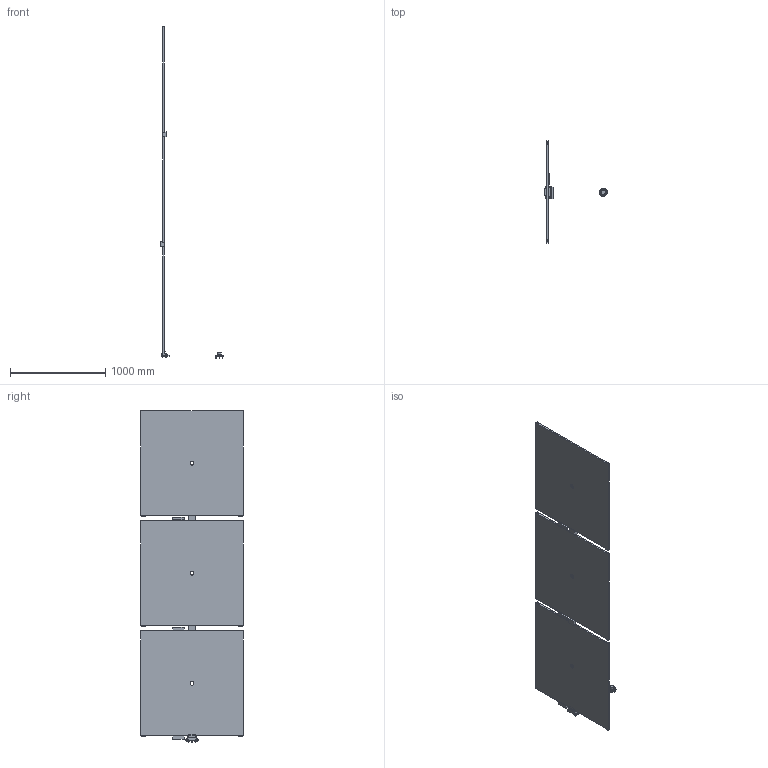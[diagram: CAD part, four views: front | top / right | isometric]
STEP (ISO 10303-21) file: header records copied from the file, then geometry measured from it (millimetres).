
FILE_DESCRIPTION(('STEP AP214'),'1');
FILE_NAME('Sparkwing 1070x1100mm 3Panel 26s SA Deployed STEP.stp','2022-01-07T14:48:18',(' '),(' '),'Spatial InterOp 3D',' ',' ');
FILE_SCHEMA(('AUTOMOTIVE_DESIGN { 1 0 10303 214 1 1 1 1 }'));
Length unit declared in the file: metre
Products named in the file (19): HDRS_FASTENERS; DIN65209 - 06M; LN29950-0623B; HDRS; Thermal Washer HD; HD bracket; Sparkwing 1070x1100mm 3Panel 26s SA Deployed STEP; Roothinge Deployed 90deg; Roothinge Deployed 90deg Geometry; Roothinge Interface Bolts and Washers2; DIN65209 - 06M2; LN29950-0623B2; R19190-002; R20090-045; R20090-046; Panels; Inter-panel hinges; Harness; Suspension brackets
Assembly tree (39 placements, depth 4):
  Sparkwing 1070x1100mm 3Panel 26s SA Deployed STEP
    HDRS
      HDRS_FASTENERS
        DIN65209 - 06M  x4
        LN29950-0623B  x4
      Thermal Washer HD
      HD bracket
    Roothinge Deployed 90deg
      Roothinge Deployed 90deg Geometry
    Roothinge Interface Bolts and Washers2
      DIN65209 - 06M2  x4
      LN29950-0623B2  x4
      R19190-002  x4
      R20090-045  x4
      R20090-046  x4
    Panels
    Inter-panel hinges
    Harness
    Suspension brackets
Bounding box: 656 x 1070 x 3479 mm (x, y, z)
Volume: 57428936.5 mm3; surface area: 14523563 mm2
Topology: 55 solids, 55 shells, 1097 faces, 2749 edges, 1788 vertices
Faces by surface type: plane 624, cylinder 292, torus 99, cone 82
Entity records: 23426 total; most frequent: CARTESIAN_POINT 4177, DIRECTION 3972, ORIENTED_EDGE 3722, EDGE_CURVE 1861, AXIS2_PLACEMENT_3D 1374, LINE 1224, VECTOR 1224, VERTEX_POINT 1212
